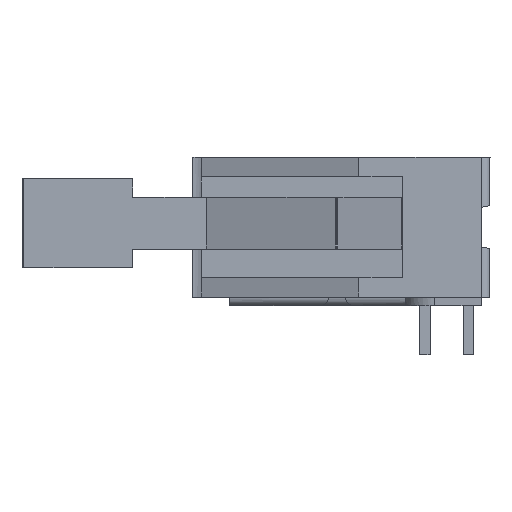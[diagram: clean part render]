
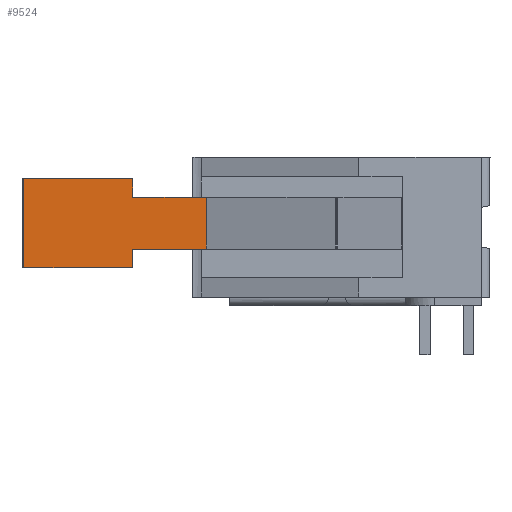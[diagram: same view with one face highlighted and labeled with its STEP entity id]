
A CAD part, left-side view. The second image highlights one B-rep face of the part: STEP entity #9524.
In plain terms, the highlighted planar face has unit normal (-1, 0, 0).
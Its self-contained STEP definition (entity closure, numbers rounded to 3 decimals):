
#899=LINE($,#17700,#1797);
#905=LINE($,#17719,#1803);
#906=LINE($,#17721,#1804);
#907=LINE($,#17723,#1805);
#908=LINE($,#17725,#1806);
#909=LINE($,#17727,#1807);
#910=LINE($,#17728,#1808);
#911=LINE($,#17729,#1809);
#1797=VECTOR($,#12083,4.281);
#1803=VECTOR($,#12099,4.281);
#1804=VECTOR($,#12100,1.092);
#1805=VECTOR($,#12101,6.326);
#1806=VECTOR($,#12102,5.182);
#1807=VECTOR($,#12103,6.326);
#1808=VECTOR($,#12104,1.092);
#1809=VECTOR($,#12105,2.997);
#2368=PLANE($,#10196);
#2938=FACE_OUTER_BOUND($,#3516,.T.);
#3516=EDGE_LOOP($,(#8726,#8727,#8728,#8729,#8730,#8731,#8732,#8733));
#4836=VERTEX_POINT($,#17698);
#4837=VERTEX_POINT($,#17699);
#4844=VERTEX_POINT($,#17717);
#4845=VERTEX_POINT($,#17718);
#4846=VERTEX_POINT($,#17720);
#4847=VERTEX_POINT($,#17722);
#4848=VERTEX_POINT($,#17724);
#4849=VERTEX_POINT($,#17726);
#6142=EDGE_CURVE($,#4836,#4837,#899,.T.);
#6152=EDGE_CURVE($,#4844,#4845,#905,.T.);
#6153=EDGE_CURVE($,#4845,#4846,#906,.T.);
#6154=EDGE_CURVE($,#4846,#4847,#907,.T.);
#6155=EDGE_CURVE($,#4847,#4848,#908,.T.);
#6156=EDGE_CURVE($,#4848,#4849,#909,.T.);
#6157=EDGE_CURVE($,#4837,#4849,#910,.T.);
#6158=EDGE_CURVE($,#4836,#4844,#911,.T.);
#8726=ORIENTED_EDGE($,*,*,#6152,.T.);
#8727=ORIENTED_EDGE($,*,*,#6153,.T.);
#8728=ORIENTED_EDGE($,*,*,#6154,.T.);
#8729=ORIENTED_EDGE($,*,*,#6155,.T.);
#8730=ORIENTED_EDGE($,*,*,#6156,.T.);
#8731=ORIENTED_EDGE($,*,*,#6157,.F.);
#8732=ORIENTED_EDGE($,*,*,#6142,.F.);
#8733=ORIENTED_EDGE($,*,*,#6158,.T.);
#9524=ADVANCED_FACE($,(#2938),#2368,.T.);
#10196=AXIS2_PLACEMENT_3D($,#17716,#12097,#12098);
#12083=DIRECTION($,(0.,1.,0.));
#12097=DIRECTION('center_axis',(-1.,0.,0.));
#12098=DIRECTION('ref_axis',(0.,-1.,0.));
#12099=DIRECTION($,(0.,1.,0.));
#12100=DIRECTION($,(0.,0.,1.));
#12101=DIRECTION($,(0.,1.,0.));
#12102=DIRECTION($,(0.,0.,-1.));
#12103=DIRECTION($,(0.,-1.,0.));
#12104=DIRECTION($,(0.,0.,-1.));
#12105=DIRECTION($,(0.,0.,1.));
#17698=CARTESIAN_POINT('',(-22.149,13.953,3.302));
#17699=CARTESIAN_POINT('',(-22.149,18.235,3.302));
#17700=CARTESIAN_POINT($,(-22.149,13.953,3.302));
#17716=CARTESIAN_POINT('Origin',(-22.149,12.953,1.21));
#17717=CARTESIAN_POINT('',(-22.149,13.953,6.299));
#17718=CARTESIAN_POINT('',(-22.149,18.235,6.299));
#17719=CARTESIAN_POINT($,(-22.149,13.953,6.299));
#17720=CARTESIAN_POINT('',(-22.149,18.235,7.391));
#17721=CARTESIAN_POINT($,(-22.149,18.235,6.299));
#17722=CARTESIAN_POINT('',(-22.149,24.561,7.391));
#17723=CARTESIAN_POINT($,(-22.149,18.235,7.391));
#17724=CARTESIAN_POINT('',(-22.149,24.561,2.21));
#17725=CARTESIAN_POINT($,(-22.149,24.561,7.391));
#17726=CARTESIAN_POINT('',(-22.149,18.235,2.21));
#17727=CARTESIAN_POINT($,(-22.149,24.561,2.21));
#17728=CARTESIAN_POINT($,(-22.149,18.235,3.302));
#17729=CARTESIAN_POINT($,(-22.149,13.953,3.302));
